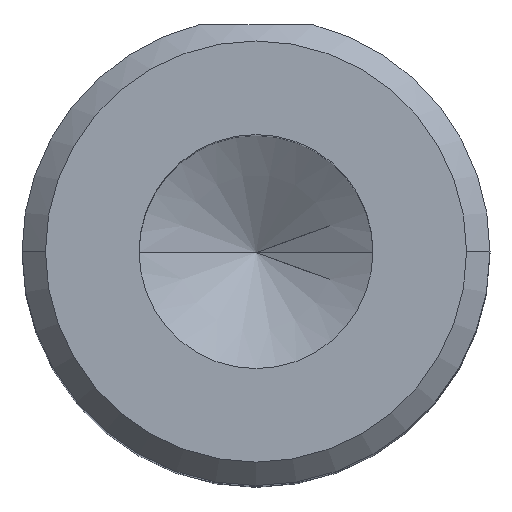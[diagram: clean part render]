
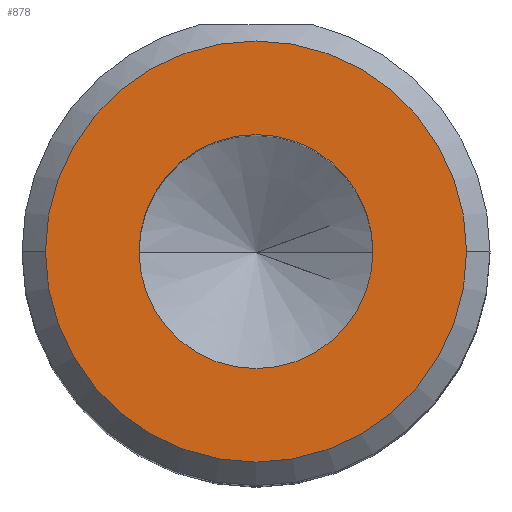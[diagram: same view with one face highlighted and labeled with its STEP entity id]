
A CAD part, top view. The second image highlights one B-rep face of the part: STEP entity #878.
In plain terms, the highlighted planar face has unit normal (0, 0, 1).
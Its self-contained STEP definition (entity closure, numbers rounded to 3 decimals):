
#2 = CARTESIAN_POINT ( 'NONE',  ( 0., 0., 12.5 ) ) ;
#63 = CARTESIAN_POINT ( 'NONE',  ( 0., 0., 12.5 ) ) ;
#70 = CARTESIAN_POINT ( 'NONE',  ( -4.5, 0., 12.5 ) ) ;
#115 = DIRECTION ( 'NONE',  ( 1., 0., 0. ) ) ;
#130 = CARTESIAN_POINT ( 'NONE',  ( 4.5, 0., 12.5 ) ) ;
#162 = DIRECTION ( 'NONE',  ( 0., 0., 1. ) ) ;
#170 = EDGE_CURVE ( 'NONE', #242, #880, #1174, .T. ) ;
#172 = DIRECTION ( 'NONE',  ( 1., 0., 0. ) ) ;
#242 = VERTEX_POINT ( 'NONE', #524 ) ;
#264 = AXIS2_PLACEMENT_3D ( 'NONE', #1177, #562, #1265 ) ;
#277 = AXIS2_PLACEMENT_3D ( 'NONE', #63, #766, #172 ) ;
#349 = PLANE ( 'NONE',  #443 ) ;
#428 = FACE_BOUND ( 'NONE', #1281, .T. ) ;
#443 = AXIS2_PLACEMENT_3D ( 'NONE', #553, #162, #862 ) ;
#501 = AXIS2_PLACEMENT_3D ( 'NONE', #1111, #514, #1218 ) ;
#503 = CIRCLE ( 'NONE', #277, 4.5 ) ;
#514 = DIRECTION ( 'NONE',  ( 0., 0., 1. ) ) ;
#524 = CARTESIAN_POINT ( 'NONE',  ( -2.5, 0., 12.5 ) ) ;
#553 = CARTESIAN_POINT ( 'NONE',  ( 0., 0., 12.5 ) ) ;
#562 = DIRECTION ( 'NONE',  ( 0., 0., 1. ) ) ;
#665 = FACE_OUTER_BOUND ( 'NONE', #900, .T. ) ;
#711 = DIRECTION ( 'NONE',  ( 0., 0., 1. ) ) ;
#722 = ORIENTED_EDGE ( 'NONE', *, *, #1090, .F. ) ;
#729 = CIRCLE ( 'NONE', #264, 2.5 ) ;
#735 = AXIS2_PLACEMENT_3D ( 'NONE', #2, #711, #115 ) ;
#758 = CIRCLE ( 'NONE', #501, 4.5 ) ;
#766 = DIRECTION ( 'NONE',  ( 0., 0., 1. ) ) ;
#802 = EDGE_CURVE ( 'NONE', #1196, #1098, #758, .T. ) ;
#819 = ORIENTED_EDGE ( 'NONE', *, *, #1078, .T. ) ;
#821 = ORIENTED_EDGE ( 'NONE', *, *, #170, .F. ) ;
#862 = DIRECTION ( 'NONE',  ( 1., 0., 0. ) ) ;
#878 = ADVANCED_FACE ( 'NONE', ( #665, #428 ), #349, .T. ) ;
#880 = VERTEX_POINT ( 'NONE', #1252 ) ;
#900 = EDGE_LOOP ( 'NONE', ( #819, #1146 ) ) ;
#1078 = EDGE_CURVE ( 'NONE', #1098, #1196, #503, .T. ) ;
#1090 = EDGE_CURVE ( 'NONE', #880, #242, #729, .T. ) ;
#1098 = VERTEX_POINT ( 'NONE', #70 ) ;
#1111 = CARTESIAN_POINT ( 'NONE',  ( 0., 0., 12.5 ) ) ;
#1146 = ORIENTED_EDGE ( 'NONE', *, *, #802, .T. ) ;
#1174 = CIRCLE ( 'NONE', #735, 2.5 ) ;
#1177 = CARTESIAN_POINT ( 'NONE',  ( 0., 0., 12.5 ) ) ;
#1196 = VERTEX_POINT ( 'NONE', #130 ) ;
#1218 = DIRECTION ( 'NONE',  ( 1., 0., 0. ) ) ;
#1252 = CARTESIAN_POINT ( 'NONE',  ( 2.5, 0., 12.5 ) ) ;
#1265 = DIRECTION ( 'NONE',  ( 1., 0., 0. ) ) ;
#1281 = EDGE_LOOP ( 'NONE', ( #722, #821 ) ) ;
